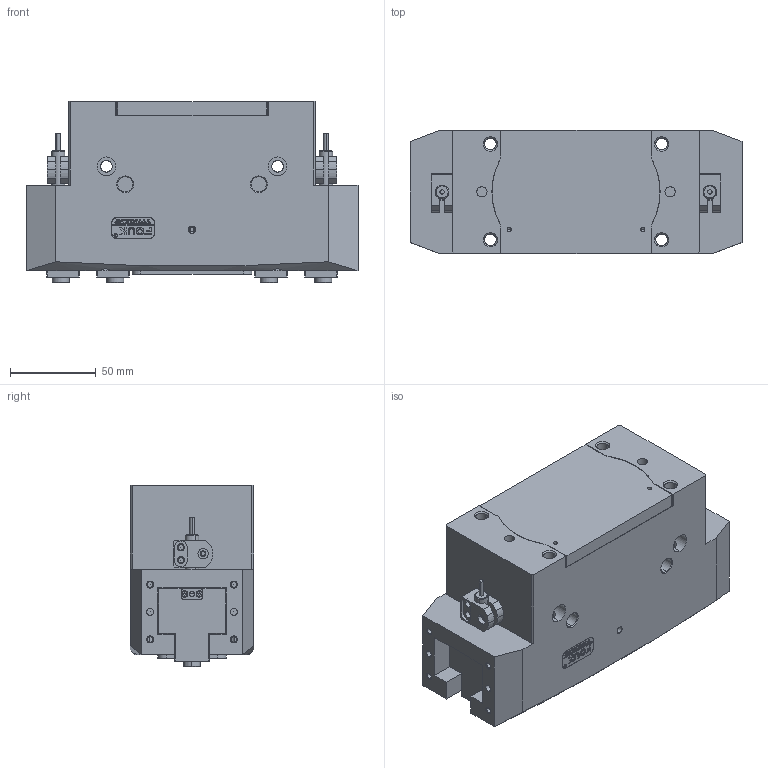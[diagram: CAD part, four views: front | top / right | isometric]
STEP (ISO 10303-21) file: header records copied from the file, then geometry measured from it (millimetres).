
FILE_DESCRIPTION (( 'STEP AP203' ), '1' );
FILE_NAME ('TR73-194-L.STEP', '2025-05-30T03:02:31', ( 'USER-' ), ( 'Microsoft' ), 'SwSTEP 2.0', 'SolidWorks 2018', '' );
FILE_SCHEMA (( 'CONFIG_CONTROL_DESIGN' ));
Length unit declared in the file: millimetre
Products named in the file (17): 揤輸蚾饜极; TR73-194-L杅耀.sldasm-Part-18; 埴翐芛_GB_FASTENER_SCREWS_HSHCS M2X8-N; TR73-194-L; 揤輸杅耀.sldasm-Part-9; TR73-194-L杅耀.sldasm-Part-10; TR73-194-L杅耀.sldasm-Part-4; TR73-194-L杅耀.sldasm-Part-1; 25x12-R3; TR73-194-L杅耀.sldasm-Part-15; TR73-194-L杅耀.sldasm-Part-3; TR73-194-L杅耀.sldasm-Part-11; TR73-194-L-菁啣裔; TR73-194-L杅耀.sldasm-Part-2; TR73-194-L杅耀.sldasm-Part-17; TR73-194-L杅耀.sldasm-Part-13; TR73-194-L杅耀.sldasm-Part-16
Assembly tree (19 placements, depth 3):
  TR73-194-L
    TR73-194-L杅耀.sldasm-Part-1
    TR73-194-L杅耀.sldasm-Part-2
    TR73-194-L杅耀.sldasm-Part-3
    TR73-194-L杅耀.sldasm-Part-4
    TR73-194-L杅耀.sldasm-Part-10
    TR73-194-L杅耀.sldasm-Part-11
    TR73-194-L杅耀.sldasm-Part-13  x2
    TR73-194-L杅耀.sldasm-Part-15
    TR73-194-L杅耀.sldasm-Part-16
    TR73-194-L杅耀.sldasm-Part-17
    TR73-194-L杅耀.sldasm-Part-18
    TR73-194-L-菁啣裔
    25x12-R3
    揤輸蚾饜极  x2
      揤輸杅耀.sldasm-Part-9
      埴翐芛_GB_FASTENER_SCREWS_HSHCS M2X8-N
Bounding box: 194 x 72 x 106 mm (x, y, z)
Volume: 1133913.2 mm3; surface area: 178132.1 mm2
Topology: 20 solids, 28 shells, 1367 faces, 3507 edges, 2222 vertices
Faces by surface type: plane 621, cylinder 355, cone 228, bspline 155, torus 8
Entity records: 42633 total; most frequent: CARTESIAN_POINT 12973, ORIENTED_EDGE 5900, DIRECTION 5444, EDGE_CURVE 2950, VERTEX_POINT 1919, AXIS2_PLACEMENT_3D 1838, VECTOR 1768, LINE 1768
